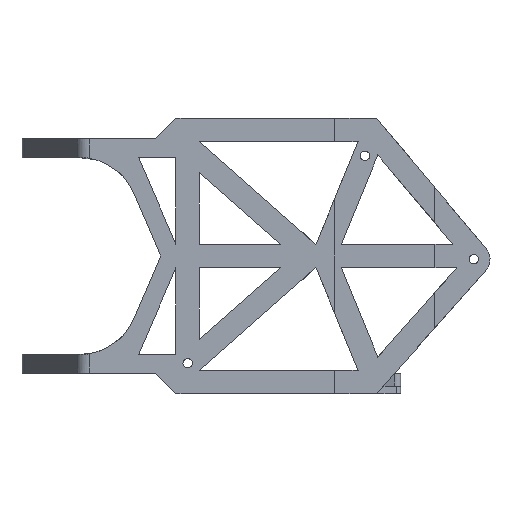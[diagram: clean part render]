
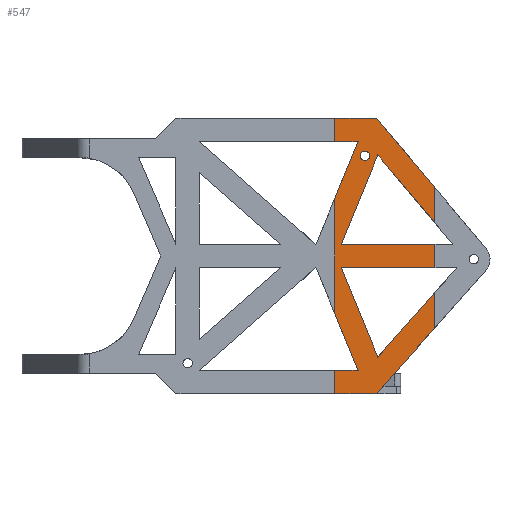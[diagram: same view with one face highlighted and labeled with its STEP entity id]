
A CAD part, left-side view. The second image highlights one B-rep face of the part: STEP entity #547.
In plain terms, the highlighted planar face has unit normal (-1, 0, 0).
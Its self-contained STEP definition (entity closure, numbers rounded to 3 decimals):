
#32 = VERTEX_POINT('',#33);
#33 = CARTESIAN_POINT('',(-28.,0.5,59.));
#39 = EDGE_CURVE('',#32,#40,#42,.T.);
#40 = VERTEX_POINT('',#41);
#41 = CARTESIAN_POINT('',(-28.,-12.,44.121));
#42 = LINE('',#43,#44);
#43 = CARTESIAN_POINT('',(-28.,43.427,110.098));
#44 = VECTOR('',#45,1.);
#45 = DIRECTION('',(-0.,-0.643,-0.766));
#528 = EDGE_CURVE('',#40,#529,#531,.T.);
#529 = VERTEX_POINT('',#530);
#530 = CARTESIAN_POINT('',(-28.,-12.,36.59));
#531 = LINE('',#532,#533);
#532 = CARTESIAN_POINT('',(-28.,-12.,225.762));
#533 = VECTOR('',#534,1.);
#534 = DIRECTION('',(-0.,-0.,-1.));
#547 = ADVANCED_FACE('',(#548,#694),#705,.T.);
#548 = FACE_BOUND('',#549,.T.);
#549 = EDGE_LOOP('',(#550,#558,#566,#574,#582,#590,#598,#606,#614,#622,
    #630,#638,#646,#654,#662,#670,#678,#686,#692,#693));
#550 = ORIENTED_EDGE('',*,*,#551,.F.);
#551 = EDGE_CURVE('',#552,#32,#554,.T.);
#552 = VERTEX_POINT('',#553);
#553 = CARTESIAN_POINT('',(-28.,9.5,59.));
#554 = LINE('',#555,#556);
#555 = CARTESIAN_POINT('',(-28.,15.75,59.));
#556 = VECTOR('',#557,1.);
#557 = DIRECTION('',(0.,-1.,0.));
#558 = ORIENTED_EDGE('',*,*,#559,.T.);
#559 = EDGE_CURVE('',#552,#560,#562,.T.);
#560 = VERTEX_POINT('',#561);
#561 = CARTESIAN_POINT('',(-28.,9.5,54.));
#562 = LINE('',#563,#564);
#563 = CARTESIAN_POINT('',(-28.,9.5,225.762));
#564 = VECTOR('',#565,1.);
#565 = DIRECTION('',(-0.,-0.,-1.));
#566 = ORIENTED_EDGE('',*,*,#567,.F.);
#567 = EDGE_CURVE('',#568,#560,#570,.T.);
#568 = VERTEX_POINT('',#569);
#569 = CARTESIAN_POINT('',(-28.,4.471,54.));
#570 = LINE('',#571,#572);
#571 = CARTESIAN_POINT('',(-28.,6.986,54.));
#572 = VECTOR('',#573,1.);
#573 = DIRECTION('',(0.,1.,0.));
#574 = ORIENTED_EDGE('',*,*,#575,.F.);
#575 = EDGE_CURVE('',#576,#568,#578,.T.);
#576 = VERTEX_POINT('',#577);
#577 = CARTESIAN_POINT('',(-28.,9.5,41.747));
#578 = LINE('',#579,#580);
#579 = CARTESIAN_POINT('',(-28.,-20.817,115.618));
#580 = VECTOR('',#581,1.);
#581 = DIRECTION('',(0.,-0.38,0.925));
#582 = ORIENTED_EDGE('',*,*,#583,.T.);
#583 = EDGE_CURVE('',#576,#584,#586,.T.);
#584 = VERTEX_POINT('',#585);
#585 = CARTESIAN_POINT('',(-28.,9.5,17.253));
#586 = LINE('',#587,#588);
#587 = CARTESIAN_POINT('',(-28.,9.5,225.762));
#588 = VECTOR('',#589,1.);
#589 = DIRECTION('',(-0.,-0.,-1.));
#590 = ORIENTED_EDGE('',*,*,#591,.T.);
#591 = EDGE_CURVE('',#584,#592,#594,.T.);
#592 = VERTEX_POINT('',#593);
#593 = CARTESIAN_POINT('',(-28.,4.471,5.));
#594 = LINE('',#595,#596);
#595 = CARTESIAN_POINT('',(-28.,48.118,111.352));
#596 = VECTOR('',#597,1.);
#597 = DIRECTION('',(-0.,-0.38,-0.925));
#598 = ORIENTED_EDGE('',*,*,#599,.T.);
#599 = EDGE_CURVE('',#592,#600,#602,.T.);
#600 = VERTEX_POINT('',#601);
#601 = CARTESIAN_POINT('',(-28.,9.5,5.));
#602 = LINE('',#603,#604);
#603 = CARTESIAN_POINT('',(-28.,6.986,5.));
#604 = VECTOR('',#605,1.);
#605 = DIRECTION('',(0.,1.,0.));
#606 = ORIENTED_EDGE('',*,*,#607,.T.);
#607 = EDGE_CURVE('',#600,#608,#610,.T.);
#608 = VERTEX_POINT('',#609);
#609 = CARTESIAN_POINT('',(-28.,9.5,0.));
#610 = LINE('',#611,#612);
#611 = CARTESIAN_POINT('',(-28.,9.5,225.762));
#612 = VECTOR('',#613,1.);
#613 = DIRECTION('',(-0.,-0.,-1.));
#614 = ORIENTED_EDGE('',*,*,#615,.F.);
#615 = EDGE_CURVE('',#616,#608,#618,.T.);
#616 = VERTEX_POINT('',#617);
#617 = CARTESIAN_POINT('',(-28.,0.5,0.));
#618 = LINE('',#619,#620);
#619 = CARTESIAN_POINT('',(-28.,15.75,0.));
#620 = VECTOR('',#621,1.);
#621 = DIRECTION('',(0.,1.,0.));
#622 = ORIENTED_EDGE('',*,*,#623,.T.);
#623 = EDGE_CURVE('',#616,#624,#626,.T.);
#624 = VERTEX_POINT('',#625);
#625 = CARTESIAN_POINT('',(-28.,-12.,14.133));
#626 = LINE('',#627,#628);
#627 = CARTESIAN_POINT('',(-28.,-53.543,61.102));
#628 = VECTOR('',#629,1.);
#629 = DIRECTION('',(0.,-0.663,0.749));
#630 = ORIENTED_EDGE('',*,*,#631,.F.);
#631 = EDGE_CURVE('',#632,#624,#634,.T.);
#632 = VERTEX_POINT('',#633);
#633 = CARTESIAN_POINT('',(-28.,-12.,21.68));
#634 = LINE('',#635,#636);
#635 = CARTESIAN_POINT('',(-28.,-12.,225.762));
#636 = VECTOR('',#637,1.);
#637 = DIRECTION('',(-0.,-0.,-1.));
#638 = ORIENTED_EDGE('',*,*,#639,.F.);
#639 = EDGE_CURVE('',#640,#632,#642,.T.);
#640 = VERTEX_POINT('',#641);
#641 = CARTESIAN_POINT('',(-28.,0.235,7.847));
#642 = LINE('',#643,#644);
#643 = CARTESIAN_POINT('',(-28.,-51.802,66.682));
#644 = VECTOR('',#645,1.);
#645 = DIRECTION('',(0.,-0.663,0.749));
#646 = ORIENTED_EDGE('',*,*,#647,.T.);
#647 = EDGE_CURVE('',#640,#648,#650,.T.);
#648 = VERTEX_POINT('',#649);
#649 = CARTESIAN_POINT('',(-28.,8.095,27.));
#650 = LINE('',#651,#652);
#651 = CARTESIAN_POINT('',(-28.,39.173,102.725));
#652 = VECTOR('',#653,1.);
#653 = DIRECTION('',(0.,0.38,0.925));
#654 = ORIENTED_EDGE('',*,*,#655,.T.);
#655 = EDGE_CURVE('',#648,#656,#658,.T.);
#656 = VERTEX_POINT('',#657);
#657 = CARTESIAN_POINT('',(-28.,-12.,27.));
#658 = LINE('',#659,#660);
#659 = CARTESIAN_POINT('',(-28.,8.798,27.));
#660 = VECTOR('',#661,1.);
#661 = DIRECTION('',(0.,-1.,0.));
#662 = ORIENTED_EDGE('',*,*,#663,.F.);
#663 = EDGE_CURVE('',#664,#656,#666,.T.);
#664 = VERTEX_POINT('',#665);
#665 = CARTESIAN_POINT('',(-28.,-12.,32.));
#666 = LINE('',#667,#668);
#667 = CARTESIAN_POINT('',(-28.,-12.,225.762));
#668 = VECTOR('',#669,1.);
#669 = DIRECTION('',(-0.,-0.,-1.));
#670 = ORIENTED_EDGE('',*,*,#671,.T.);
#671 = EDGE_CURVE('',#664,#672,#674,.T.);
#672 = VERTEX_POINT('',#673);
#673 = CARTESIAN_POINT('',(-28.,8.095,32.));
#674 = LINE('',#675,#676);
#675 = CARTESIAN_POINT('',(-28.,-3.178,32.));
#676 = VECTOR('',#677,1.);
#677 = DIRECTION('',(0.,1.,0.));
#678 = ORIENTED_EDGE('',*,*,#679,.F.);
#679 = EDGE_CURVE('',#680,#672,#682,.T.);
#680 = VERTEX_POINT('',#681);
#681 = CARTESIAN_POINT('',(-28.,0.235,51.153));
#682 = LINE('',#683,#684);
#683 = CARTESIAN_POINT('',(-28.,-29.762,124.245));
#684 = VECTOR('',#685,1.);
#685 = DIRECTION('',(0.,0.38,-0.925));
#686 = ORIENTED_EDGE('',*,*,#687,.T.);
#687 = EDGE_CURVE('',#680,#529,#688,.T.);
#688 = LINE('',#689,#690);
#689 = CARTESIAN_POINT('',(-28.,45.149,104.616));
#690 = VECTOR('',#691,1.);
#691 = DIRECTION('',(-0.,-0.643,-0.766));
#692 = ORIENTED_EDGE('',*,*,#528,.F.);
#693 = ORIENTED_EDGE('',*,*,#39,.F.);
#694 = FACE_BOUND('',#695,.T.);
#695 = EDGE_LOOP('',(#696));
#696 = ORIENTED_EDGE('',*,*,#697,.T.);
#697 = EDGE_CURVE('',#698,#698,#700,.T.);
#698 = VERTEX_POINT('',#699);
#699 = CARTESIAN_POINT('',(-28.,2.,51.));
#700 = CIRCLE('',#701,1.);
#701 = AXIS2_PLACEMENT_3D('',#702,#703,#704);
#702 = CARTESIAN_POINT('',(-28.,3.,51.));
#703 = DIRECTION('',(1.,0.,0.));
#704 = DIRECTION('',(0.,-1.,0.));
#705 = PLANE('',#706);
#706 = AXIS2_PLACEMENT_3D('',#707,#708,#709);
#707 = CARTESIAN_POINT('',(-28.,9.5,225.762));
#708 = DIRECTION('',(-1.,0.,0.));
#709 = DIRECTION('',(0.,-1.,0.));
